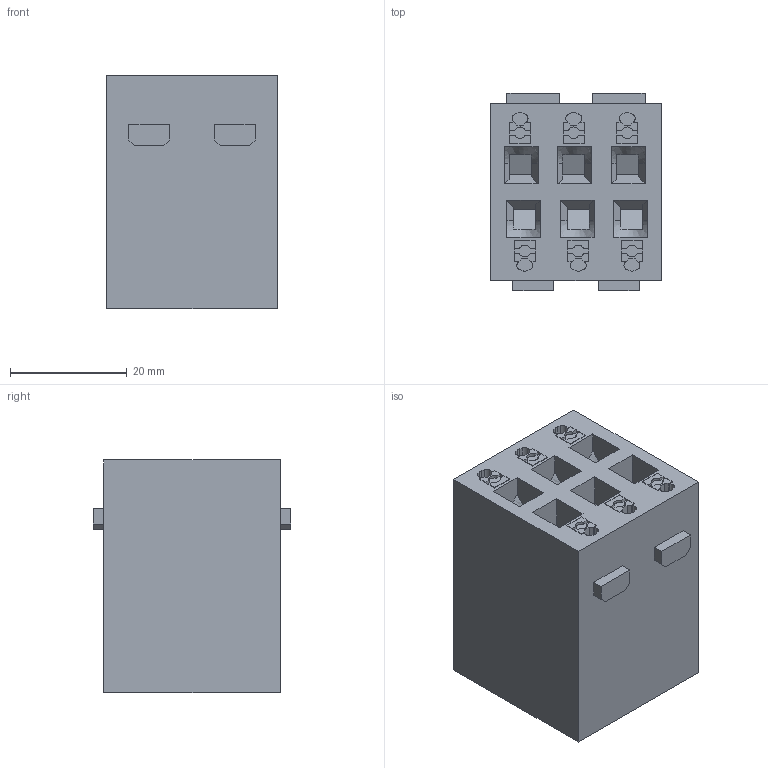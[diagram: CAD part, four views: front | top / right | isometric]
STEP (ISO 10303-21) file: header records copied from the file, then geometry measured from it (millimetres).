
FILE_DESCRIPTION(('CATIA V5 STEP Exchange','CAx-IF Rec.Pracs.--- Model Styling and Organization---1.5--- 2016-08-15','CAx-IF Rec.Pracs.---Supplemental Geometry---1.0---2011-11-01','CAx-IF Rec.Pracs.--- Composite Materials ---1.1---2010-07-15'),'2;1');
FILE_NAME ('2269655-3_0', '2026-01-12T09:07:14+00:00', ('none'), ('Weidmueller'), 'CATIA Version 5-6 Release 2024 SP4', 'CATIA V5 STEP AP214 v3', 'none');
FILE_SCHEMA(('AUTOMOTIVE_DESIGN { 1 0 10303 214 1 1 1 1 }'));
Length unit declared in the file: millimetre
Products named in the file (1): 3193740000
Bounding box: 29.2 x 33.85 x 40.15 mm (x, y, z)
Volume: 21598 mm3; surface area: 12449.9 mm2
Topology: 1 solids, 1 shells, 451 faces, 1283 edges, 854 vertices
Faces by surface type: plane 358, cylinder 51, cone 30, sphere 12
Entity records: 14268 total; most frequent: CARTESIAN_POINT 3362, ORIENTED_EDGE 2542, DIRECTION 1701, EDGE_CURVE 1271, VECTOR 989, LINE 989, VERTEX_POINT 854, EDGE_LOOP 483
